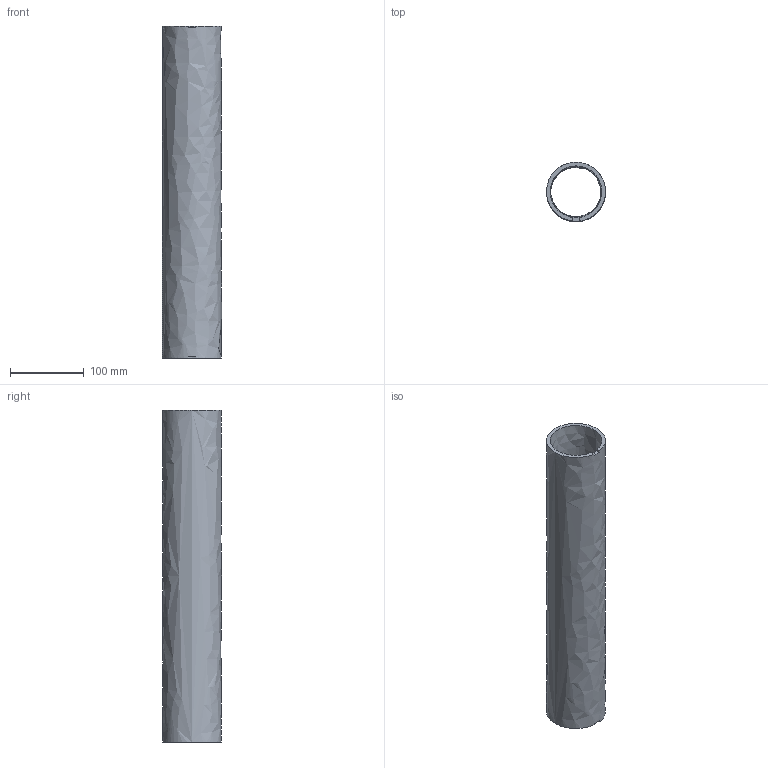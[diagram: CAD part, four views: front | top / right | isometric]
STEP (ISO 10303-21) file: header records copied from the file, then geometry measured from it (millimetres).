
FILE_DESCRIPTION(('FreeCAD Model'),'2;1');
FILE_NAME('Open CASCADE Shape Model','2025-03-08T22:12:51',('Author'),( ''),'Open CASCADE STEP processor 7.8','FreeCAD','Unknown');
FILE_SCHEMA(('AUTOMOTIVE_DESIGN { 1 0 10303 214 1 1 1 1 }'));
Length unit declared in the file: millimetre
Products named in the file (1): UWSC_BODY
Bounding box: 80 x 80 x 450 mm (x, y, z)
Volume: 530329.6 mm3; surface area: 214359.8 mm2
Topology: 1 solids, 1 shells, 14 faces, 42 edges, 28 vertices
Faces by surface type: bspline 14
Entity records: 496 total; most frequent: CARTESIAN_POINT 241, ORIENTED_EDGE 84, EDGE_CURVE 42, VERTEX_POINT 28, B_SPLINE_CURVE_WITH_KNOTS 22, ADVANCED_FACE 14, FACE_BOUND 14, EDGE_LOOP 14
